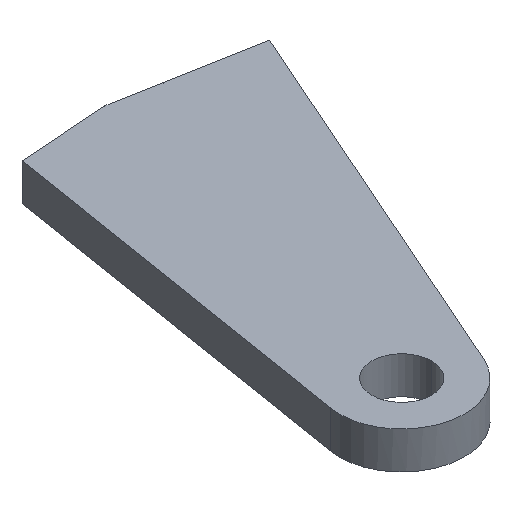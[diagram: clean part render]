
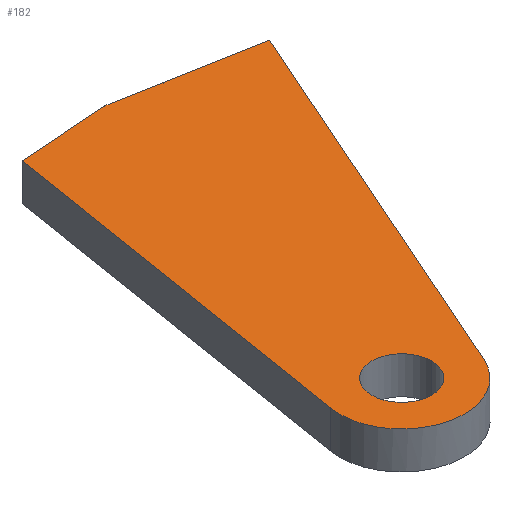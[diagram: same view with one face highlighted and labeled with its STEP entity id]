
A CAD part, isometric view. The second image highlights one B-rep face of the part: STEP entity #182.
In plain terms, the highlighted planar face has unit normal (0, 0, 1).
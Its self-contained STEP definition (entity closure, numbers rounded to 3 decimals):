
#61=CARTESIAN_POINT('Vertex',(3.2,0.,-10.)) ;
#77=CARTESIAN_POINT('Vertex',(-3.2,0.,-10.)) ;
#80=CARTESIAN_POINT('Axis2P3D Location',(0.,0.,-10.)) ;
#102=CARTESIAN_POINT('Axis2P3D Location',(0.,0.,-10.)) ;
#114=CARTESIAN_POINT('Axis2P3D Location',(0.,0.,-10.)) ;
#120=CARTESIAN_POINT('Control Point',(14.69,40.264,-10.)) ;
#121=CARTESIAN_POINT('Control Point',(13.629,40.458,-10.)) ;
#122=CARTESIAN_POINT('Control Point',(12.568,40.652,-10.)) ;
#123=CARTESIAN_POINT('Control Point',(11.507,40.847,-10.)) ;
#124=CARTESIAN_POINT('Control Point',(10.446,41.042,-10.)) ;
#125=CARTESIAN_POINT('Control Point',(9.385,41.237,-10.)) ;
#126=CARTESIAN_POINT('Vertex',(14.69,40.264,-10.)) ;
#128=CARTESIAN_POINT('Vertex',(9.385,41.237,-10.)) ;
#132=CARTESIAN_POINT('Control Point',(9.385,41.237,-10.)) ;
#133=CARTESIAN_POINT('Control Point',(7.47,41.103,-10.)) ;
#134=CARTESIAN_POINT('Control Point',(5.554,40.969,-10.)) ;
#135=CARTESIAN_POINT('Control Point',(3.639,40.835,-10.)) ;
#136=CARTESIAN_POINT('Control Point',(1.723,40.701,-10.)) ;
#137=CARTESIAN_POINT('Control Point',(-0.192,40.567,-10.)) ;
#138=CARTESIAN_POINT('Vertex',(-0.192,40.567,-10.)) ;
#141=CARTESIAN_POINT('Line Origine',(-3.403,20.821,-10.)) ;
#145=CARTESIAN_POINT('Vertex',(-6.613,1.075,-10.)) ;
#148=CARTESIAN_POINT('Axis2P3D Location',(0.,0.,-10.)) ;
#152=CARTESIAN_POINT('Vertex',(6.129,-2.707,-10.)) ;
#155=CARTESIAN_POINT('Line Origine',(15.232,17.903,-10.)) ;
#159=CARTESIAN_POINT('Vertex',(24.335,38.513,-10.)) ;
#163=CARTESIAN_POINT('Control Point',(24.335,38.513,-10.)) ;
#164=CARTESIAN_POINT('Control Point',(22.406,38.861,-10.)) ;
#165=CARTESIAN_POINT('Control Point',(20.477,39.21,-10.)) ;
#166=CARTESIAN_POINT('Control Point',(18.548,39.561,-10.)) ;
#167=CARTESIAN_POINT('Control Point',(16.619,39.912,-10.)) ;
#168=CARTESIAN_POINT('Control Point',(14.69,40.264,-10.)) ;
#81=DIRECTION('Axis2P3D Direction',(0.,0.,1.)) ;
#103=DIRECTION('Axis2P3D Direction',(0.,0.,1.)) ;
#115=DIRECTION('Axis2P3D Direction',(0.,0.,1.)) ;
#116=DIRECTION('Axis2P3D XDirection',(1.,0.,0.)) ;
#142=DIRECTION('Vector Direction',(0.16,0.987,0.)) ;
#149=DIRECTION('Axis2P3D Direction',(0.,0.,1.)) ;
#156=DIRECTION('Vector Direction',(-0.404,-0.915,0.)) ;
#82=AXIS2_PLACEMENT_3D('Circle Axis2P3D',#80,#81,$) ;
#104=AXIS2_PLACEMENT_3D('Circle Axis2P3D',#102,#103,$) ;
#117=AXIS2_PLACEMENT_3D('Plane Axis2P3D',#114,#115,#116) ;
#150=AXIS2_PLACEMENT_3D('Circle Axis2P3D',#148,#149,$) ;
#171=ORIENTED_EDGE('',*,*,#130,.T.) ;
#172=ORIENTED_EDGE('',*,*,#140,.T.) ;
#173=ORIENTED_EDGE('',*,*,#147,.F.) ;
#174=ORIENTED_EDGE('',*,*,#154,.T.) ;
#175=ORIENTED_EDGE('',*,*,#161,.F.) ;
#176=ORIENTED_EDGE('',*,*,#169,.T.) ;
#179=ORIENTED_EDGE('',*,*,#84,.F.) ;
#180=ORIENTED_EDGE('',*,*,#106,.F.) ;
#181=FACE_BOUND('',#178,.T.) ;
#143=VECTOR('Line Direction',#142,1.) ;
#157=VECTOR('Line Direction',#156,1.) ;
#182=ADVANCED_FACE('Corps principal',(#177,#181),#118,.T.) ;
#119=B_SPLINE_CURVE_WITH_KNOTS('',5,(#120,#121,#122,#123,#124,#125),.UNSPECIFIED.,.F.,.U.,(6,6),(0.,9.342),.UNSPECIFIED.) ;
#131=B_SPLINE_CURVE_WITH_KNOTS('',5,(#132,#133,#134,#135,#136,#137),.UNSPECIFIED.,.F.,.U.,(6,6),(7.181,23.809),.UNSPECIFIED.) ;
#162=B_SPLINE_CURVE_WITH_KNOTS('',5,(#163,#164,#165,#166,#167,#168),.UNSPECIFIED.,.F.,.U.,(6,6),(0.,16.978),.UNSPECIFIED.) ;
#83=CIRCLE('generated circle',#82,3.2) ;
#105=CIRCLE('generated circle',#104,3.2) ;
#151=CIRCLE('generated circle',#150,6.7) ;
#84=EDGE_CURVE('',#78,#62,#83,.T.) ;
#106=EDGE_CURVE('',#62,#78,#105,.T.) ;
#130=EDGE_CURVE('',#127,#129,#119,.T.) ;
#140=EDGE_CURVE('',#129,#139,#131,.T.) ;
#147=EDGE_CURVE('',#146,#139,#144,.T.) ;
#154=EDGE_CURVE('',#146,#153,#151,.T.) ;
#161=EDGE_CURVE('',#160,#153,#158,.T.) ;
#169=EDGE_CURVE('',#160,#127,#162,.T.) ;
#170=EDGE_LOOP('',(#171,#172,#173,#174,#175,#176)) ;
#178=EDGE_LOOP('',(#179,#180)) ;
#177=FACE_OUTER_BOUND('',#170,.T.) ;
#144=LINE('Line',#141,#143) ;
#158=LINE('Line',#155,#157) ;
#118=PLANE('Plane',#117) ;
#62=VERTEX_POINT('',#61) ;
#78=VERTEX_POINT('',#77) ;
#127=VERTEX_POINT('',#126) ;
#129=VERTEX_POINT('',#128) ;
#139=VERTEX_POINT('',#138) ;
#146=VERTEX_POINT('',#145) ;
#153=VERTEX_POINT('',#152) ;
#160=VERTEX_POINT('',#159) ;
